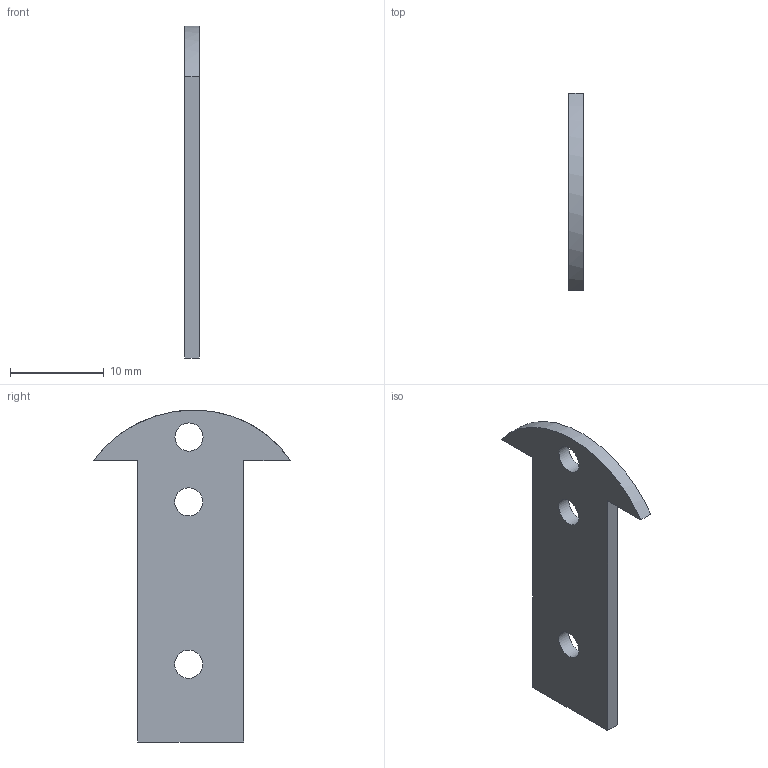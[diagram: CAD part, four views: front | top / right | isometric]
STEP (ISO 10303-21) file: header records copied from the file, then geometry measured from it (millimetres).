
FILE_DESCRIPTION(/* description */ (''),/* implementation_level */ '2;1');
FILE_NAME(/* name */ 'Balance Bot - Motor Holder.step',/* time_stamp */ '2025-06-07T11:26:19-04:00',/* author */ (''),/* organization */ (''),/* preprocessor_version */ 'ST-DEVELOPER v20.1',/* originating_system */ 'Autodesk Translation Framework v14.10.0.0',/* authorisation */ '');
FILE_SCHEMA (('AUTOMOTIVE_DESIGN { 1 0 10303 214 3 1 1 }'));
Length unit declared in the file: millimetre
Products named in the file (1): 2025-06-06-14-13-43-401
Bounding box: 1.5 x 21 x 35.38 mm (x, y, z)
Volume: 595.8 mm3; surface area: 995.1 mm2
Topology: 1 solids, 1 shells, 11 faces, 27 edges, 18 vertices
Faces by surface type: plane 7, cylinder 3, bspline 1
Full cylindrical faces by diameter (mm): 3 x3
Entity records: 382 total; most frequent: CARTESIAN_POINT 62, DIRECTION 57, ORIENTED_EDGE 54, EDGE_CURVE 27, LINE 19, VECTOR 19, AXIS2_PLACEMENT_3D 19, VERTEX_POINT 18
